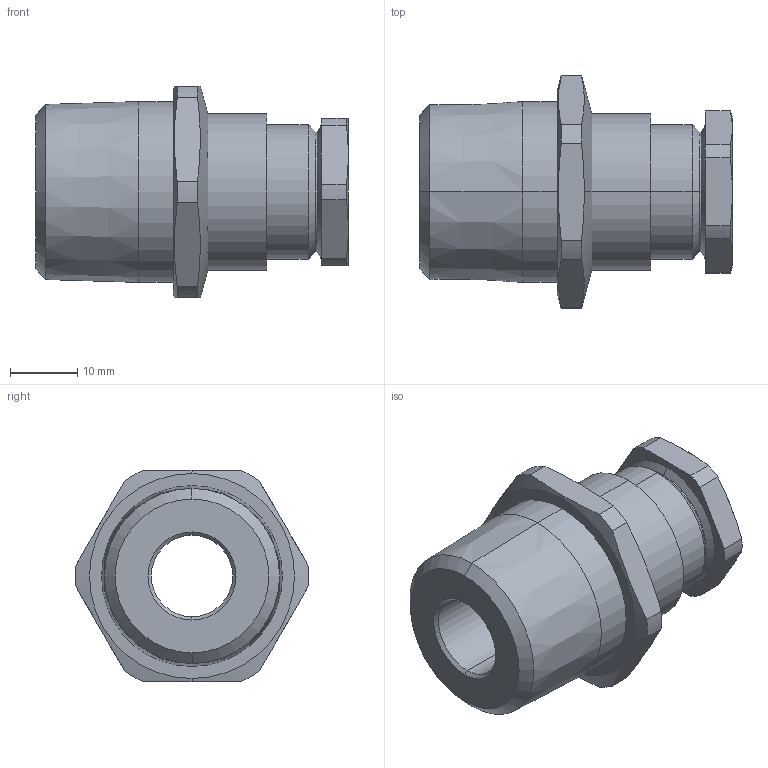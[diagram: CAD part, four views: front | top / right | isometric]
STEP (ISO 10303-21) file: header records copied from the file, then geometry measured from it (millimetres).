
FILE_DESCRIPTION (( 'STEP AP203' ), '1' );
FILE_NAME ('20SA2%1RA032.STEP', '2023-07-21T09:20:16', ( '' ), ( '' ), 'SwSTEP 2.0', 'SolidWorks 2021', '' );
FILE_SCHEMA (( 'CONFIG_CONTROL_DESIGN' ));
Length unit declared in the file: millimetre
Products named in the file (1): 20SA2%1RA032
Bounding box: 46.51 x 34.63 x 31.5 mm (x, y, z)
Volume: 16930 mm3; surface area: 6975.2 mm2
Topology: 1 solids, 1 shells, 64 faces, 152 edges, 94 vertices
Faces by surface type: cylinder 24, cone 20, plane 18, torus 2
Entity records: 1977 total; most frequent: CARTESIAN_POINT 415, DIRECTION 322, ORIENTED_EDGE 304, EDGE_CURVE 152, AXIS2_PLACEMENT_3D 133, VERTEX_POINT 94, EDGE_LOOP 70, CIRCLE 68
